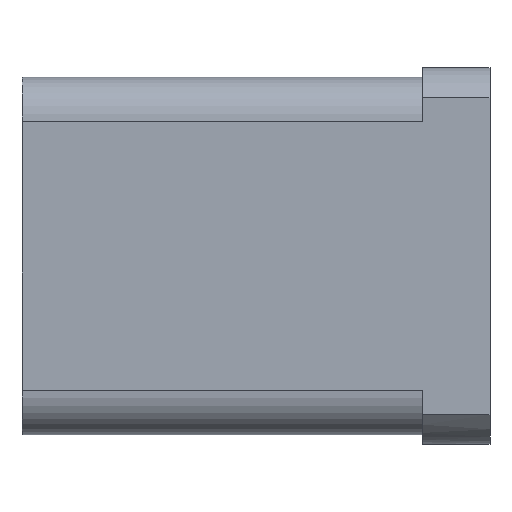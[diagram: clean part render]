
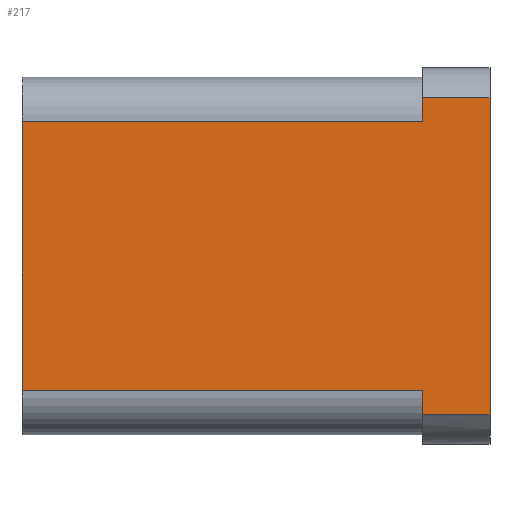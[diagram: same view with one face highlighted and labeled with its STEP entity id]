
A CAD part, top view. The second image highlights one B-rep face of the part: STEP entity #217.
In plain terms, the highlighted planar face has unit normal (0, 0, 1).
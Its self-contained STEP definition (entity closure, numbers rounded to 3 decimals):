
#24=PLANE('',#242);
#35=FACE_OUTER_BOUND('',#47,.T.);
#47=EDGE_LOOP('',(#183,#184,#185,#186,#187,#188,#189,#190));
#51=LINE('',#322,#69);
#58=LINE('',#472,#76);
#59=LINE('',#475,#77);
#61=LINE('',#482,#79);
#65=LINE('',#492,#83);
#66=LINE('',#494,#84);
#67=LINE('',#496,#85);
#68=LINE('',#497,#86);
#69=VECTOR('',#249,10.);
#76=VECTOR('',#258,10.);
#77=VECTOR('',#261,10.);
#79=VECTOR('',#267,10.);
#83=VECTOR('',#277,10.);
#84=VECTOR('',#280,10.);
#85=VECTOR('',#281,10.);
#86=VECTOR('',#282,10.);
#95=VERTEX_POINT('',#310);
#97=VERTEX_POINT('',#321);
#105=VERTEX_POINT('',#450);
#106=VERTEX_POINT('',#461);
#107=VERTEX_POINT('',#474);
#110=VERTEX_POINT('',#480);
#113=VERTEX_POINT('',#490);
#114=VERTEX_POINT('',#495);
#116=EDGE_CURVE('',#95,#97,#51,.T.);
#130=EDGE_CURVE('',#105,#106,#58,.T.);
#131=EDGE_CURVE('',#97,#107,#59,.T.);
#135=EDGE_CURVE('',#110,#106,#61,.T.);
#140=EDGE_CURVE('',#110,#113,#65,.T.);
#141=EDGE_CURVE('',#105,#95,#66,.T.);
#142=EDGE_CURVE('',#114,#113,#67,.T.);
#143=EDGE_CURVE('',#107,#114,#68,.T.);
#183=ORIENTED_EDGE('',*,*,#141,.F.);
#184=ORIENTED_EDGE('',*,*,#130,.T.);
#185=ORIENTED_EDGE('',*,*,#135,.F.);
#186=ORIENTED_EDGE('',*,*,#140,.T.);
#187=ORIENTED_EDGE('',*,*,#142,.F.);
#188=ORIENTED_EDGE('',*,*,#143,.F.);
#189=ORIENTED_EDGE('',*,*,#131,.F.);
#190=ORIENTED_EDGE('',*,*,#116,.F.);
#217=ADVANCED_FACE('',(#35),#24,.T.);
#242=AXIS2_PLACEMENT_3D('',#493,#278,#279);
#249=DIRECTION('',(-1.,0.,0.));
#258=DIRECTION('',(-1.,0.,0.));
#261=DIRECTION('',(0.,1.,0.));
#267=DIRECTION('',(0.,1.,0.));
#277=DIRECTION('',(-1.,0.,0.));
#278=DIRECTION('center_axis',(0.,0.,1.));
#279=DIRECTION('ref_axis',(0.,1.,0.));
#280=DIRECTION('',(0.,-1.,0.));
#281=DIRECTION('',(0.,1.,0.));
#282=DIRECTION('',(-1.,0.,0.));
#310=CARTESIAN_POINT('',(96.154,-358.842,64.8));
#321=CARTESIAN_POINT('',(91.154,-358.842,64.8));
#322=CARTESIAN_POINT('',(96.154,-358.842,64.8));
#450=CARTESIAN_POINT('',(96.154,-335.295,64.8));
#461=CARTESIAN_POINT('',(91.154,-335.295,64.8));
#472=CARTESIAN_POINT('',(96.154,-335.295,64.8));
#474=CARTESIAN_POINT('',(91.154,-357.05,64.8));
#475=CARTESIAN_POINT('',(91.154,-357.05,64.8));
#480=CARTESIAN_POINT('',(91.154,-337.05,64.8));
#482=CARTESIAN_POINT('',(91.154,-357.05,64.8));
#490=CARTESIAN_POINT('',(61.354,-337.05,64.8));
#492=CARTESIAN_POINT('',(96.154,-337.05,64.8));
#493=CARTESIAN_POINT('Origin',(96.154,-357.05,64.8));
#494=CARTESIAN_POINT('',(96.154,-357.05,64.8));
#495=CARTESIAN_POINT('',(61.354,-357.05,64.8));
#496=CARTESIAN_POINT('',(61.354,-356.85,64.8));
#497=CARTESIAN_POINT('',(96.154,-357.05,64.8));
